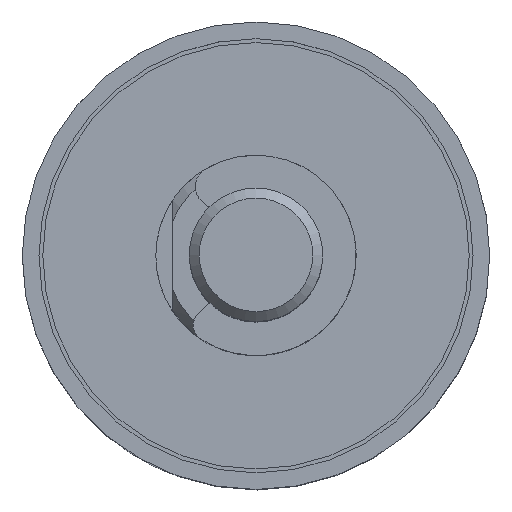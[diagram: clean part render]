
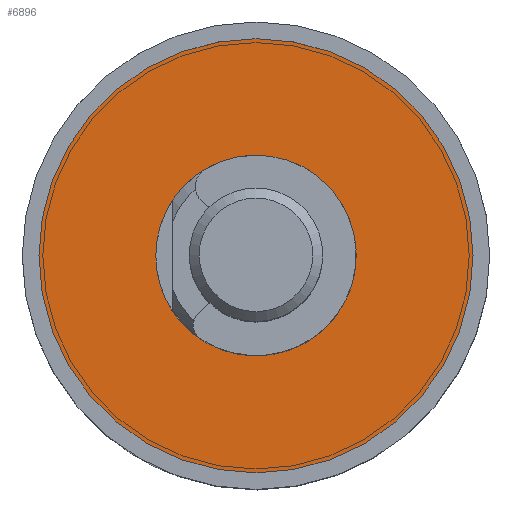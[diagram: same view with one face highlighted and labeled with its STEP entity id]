
A CAD part, top view. The second image highlights one B-rep face of the part: STEP entity #6896.
In plain terms, the highlighted planar face has unit normal (0, 0, 1).
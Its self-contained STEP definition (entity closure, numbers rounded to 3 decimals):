
#232 = PLANE ( 'NONE',  #4523 ) ;
#332 = EDGE_LOOP ( 'NONE', ( #4558 ) ) ;
#445 = CARTESIAN_POINT ( 'NONE',  ( 0., 0., 0.5 ) ) ;
#582 = VERTEX_POINT ( 'NONE', #5790 ) ;
#868 = CIRCLE ( 'NONE', #2122, 3. ) ;
#1043 = VERTEX_POINT ( 'NONE', #2043 ) ;
#1549 = AXIS2_PLACEMENT_3D ( 'NONE', #445, #5688, #9440 ) ;
#1721 = DIRECTION ( 'NONE',  ( 0., 0., 1. ) ) ;
#1755 = CARTESIAN_POINT ( 'NONE',  ( 3., 0., 0.5 ) ) ;
#2043 = CARTESIAN_POINT ( 'NONE',  ( -3., 0., 0.5 ) ) ;
#2095 = EDGE_CURVE ( 'NONE', #1043, #1043, #868, .T. ) ;
#2122 = AXIS2_PLACEMENT_3D ( 'NONE', #3647, #2837, #8087 ) ;
#2301 = ORIENTED_EDGE ( 'NONE', *, *, #2095, .T. ) ;
#2837 = DIRECTION ( 'NONE',  ( 0., 0., -1. ) ) ;
#3615 = EDGE_LOOP ( 'NONE', ( #2301 ) ) ;
#3647 = CARTESIAN_POINT ( 'NONE',  ( 0., 0., 0.5 ) ) ;
#4027 = EDGE_CURVE ( 'NONE', #582, #582, #7351, .T. ) ;
#4523 = AXIS2_PLACEMENT_3D ( 'NONE', #1755, #1721, #7624 ) ;
#4558 = ORIENTED_EDGE ( 'NONE', *, *, #4027, .T. ) ;
#5688 = DIRECTION ( 'NONE',  ( 0., 0., 1. ) ) ;
#5790 = CARTESIAN_POINT ( 'NONE',  ( 6.5, 0., 0.5 ) ) ;
#6027 = FACE_BOUND ( 'NONE', #3615, .T. ) ;
#6896 = ADVANCED_FACE ( 'NONE', ( #6027, #9500 ), #232, .T. ) ;
#7351 = CIRCLE ( 'NONE', #1549, 6.5 ) ;
#7624 = DIRECTION ( 'NONE',  ( 1., 0., 0. ) ) ;
#8087 = DIRECTION ( 'NONE',  ( -1., 0., 0. ) ) ;
#9440 = DIRECTION ( 'NONE',  ( 1., 0., 0. ) ) ;
#9500 = FACE_OUTER_BOUND ( 'NONE', #332, .T. ) ;
